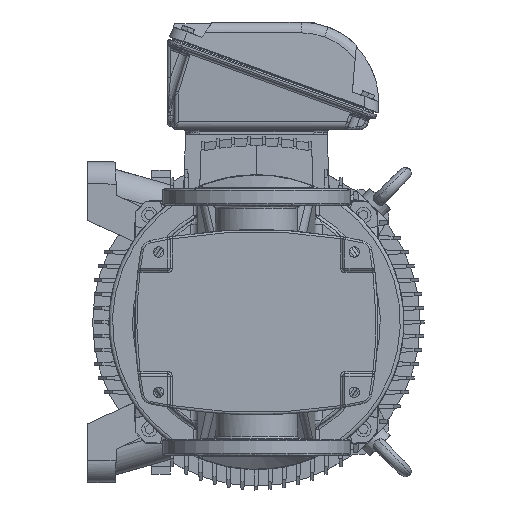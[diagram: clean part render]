
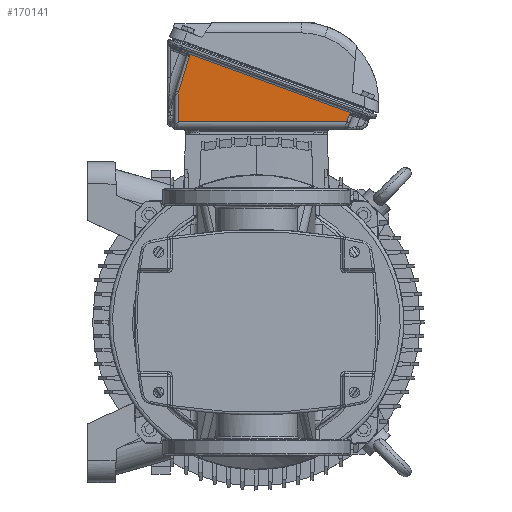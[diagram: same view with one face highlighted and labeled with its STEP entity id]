
A CAD part, front view. The second image highlights one B-rep face of the part: STEP entity #170141.
In plain terms, the highlighted face is planar.
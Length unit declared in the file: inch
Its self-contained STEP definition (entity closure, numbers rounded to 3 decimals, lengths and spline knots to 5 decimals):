
#824 = DIRECTION ( 'NONE',  ( -0.342, -0.94, 0. ) ) ;
#1919 = CARTESIAN_POINT ( 'NONE',  ( -14.20918, -3.57976, 4.997 ) ) ;
#2028 = ORIENTED_EDGE ( 'NONE', *, *, #91348, .T. ) ;
#7947 = ORIENTED_EDGE ( 'NONE', *, *, #28382, .T. ) ;
#9087 = CARTESIAN_POINT ( 'NONE',  ( -14.26279, -3.59663, 4.99855 ) ) ;
#10325 = LINE ( 'NONE', #104467, #158450 ) ;
#11699 = CARTESIAN_POINT ( 'NONE',  ( -14.22204, -3.5834, 4.99738 ) ) ;
#13034 = FACE_OUTER_BOUND ( 'NONE', #145431, .T. ) ;
#13594 = EDGE_CURVE ( 'NONE', #117492, #121911, #44366, .T. ) ;
#14544 = VECTOR ( 'NONE', #824, 39.37008 ) ;
#15605 = EDGE_CURVE ( 'NONE', #18116, #117492, #143762, .T. ) ;
#18116 = VERTEX_POINT ( 'NONE', #59399 ) ;
#20587 = CARTESIAN_POINT ( 'NONE',  ( -11.08927, 4.99028, 4.99697 ) ) ;
#24120 = CARTESIAN_POINT ( 'NONE',  ( -14.2586, -3.5951, 4.99843 ) ) ;
#24716 = CARTESIAN_POINT ( 'NONE',  ( -11.11597, 5.01812, 4.99818 ) ) ;
#25585 = CARTESIAN_POINT ( 'NONE',  ( -11.09524, 4.99622, 4.99724 ) ) ;
#27618 = CARTESIAN_POINT ( 'NONE',  ( -14.21945, -3.58266, 4.9973 ) ) ;
#27896 = ORIENTED_EDGE ( 'NONE', *, *, #161975, .T. ) ;
#28382 = EDGE_CURVE ( 'NONE', #50821, #18116, #62139, .T. ) ;
#28595 = CARTESIAN_POINT ( 'NONE',  ( -11.15929, 5.07767, 5.00032 ) ) ;
#33790 = CARTESIAN_POINT ( 'NONE',  ( -14.32816, -3.62873, 5.00032 ) ) ;
#38028 = CARTESIAN_POINT ( 'NONE',  ( -11.09496, 4.99595, 4.99723 ) ) ;
#39193 = CARTESIAN_POINT ( 'NONE',  ( -14.1805, -3.57239, 4.99614 ) ) ;
#40085 = CARTESIAN_POINT ( 'NONE',  ( -14.23091, -3.58599, 4.99764 ) ) ;
#42271 = DIRECTION ( 'NONE',  ( 0., 1., 0.012 ) ) ;
#44366 = LINE ( 'NONE', #46962, #137396 ) ;
#46581 = VECTOR ( 'NONE', #90480, 39.37008 ) ;
#46962 = CARTESIAN_POINT ( 'NONE',  ( -15.19676, -4.15254, 5.02256 ) ) ;
#50821 = VERTEX_POINT ( 'NONE', #33790 ) ;
#51370 = CARTESIAN_POINT ( 'NONE',  ( -11.09465, 4.99564, 4.99722 ) ) ;
#54884 = CARTESIAN_POINT ( 'NONE',  ( -11.15929, 5.07767, 5.00032 ) ) ;
#56199 = EDGE_CURVE ( 'NONE', #105822, #127744, #10325, .T. ) ;
#56703 = CARTESIAN_POINT ( 'NONE',  ( -11.07052, 4.97222, 4.99614 ) ) ;
#59399 = CARTESIAN_POINT ( 'NONE',  ( -14.1805, -3.57239, 4.99614 ) ) ;
#62139 = B_SPLINE_CURVE_WITH_KNOTS ( 'NONE', 3,
 ( #64087, #115682, #172369, #130731, #169744, #9087, #77417, #24120, #78307, #132485, #120044, #121786, #40085, #149283, #11699, #122677, #150139, #27618, #135136, #1919, #148408, #39193 ),
 .UNSPECIFIED., .F., .F.,
 ( 4, 1, 1, 1, 1, 1, 2, 2, 1, 1, 1, 1, 1, 2, 2, 4 ),
 ( 0., 0.25, 0.375, 0.4375, 0.46875, 0.48438, 0.49219, 0.5, 0.625, 0.6875, 0.71875, 0.73438, 0.74219, 0.74609, 0.75, 1. ),
 .UNSPECIFIED. ) ;
#62945 = CARTESIAN_POINT ( 'NONE',  ( -14.1805, -3.57239, 4.99614 ) ) ;
#63894 = ORIENTED_EDGE ( 'NONE', *, *, #13594, .T. ) ;
#64087 = CARTESIAN_POINT ( 'NONE',  ( -14.32816, -3.62873, 5.00032 ) ) ;
#66503 = LINE ( 'NONE', #164088, #14544 ) ;
#67164 = PLANE ( 'NONE',  #100190 ) ;
#67628 = EDGE_CURVE ( 'NONE', #73365, #50821, #66503, .T. ) ;
#72212 = CARTESIAN_POINT ( 'NONE',  ( -12.28292, -4.15254, 4.92695 ) ) ;
#73365 = VERTEX_POINT ( 'NONE', #28595 ) ;
#74274 = DIRECTION ( 'NONE',  ( -0.92, 0.39, 0.035 ) ) ;
#74730 = CARTESIAN_POINT ( 'NONE',  ( -11.09242, 4.9934, 4.99712 ) ) ;
#77417 = CARTESIAN_POINT ( 'NONE',  ( -14.25986, -3.59556, 4.99847 ) ) ;
#78307 = CARTESIAN_POINT ( 'NONE',  ( -14.25775, -3.5948, 4.99841 ) ) ;
#78737 = DIRECTION ( 'NONE',  ( 0.999, 0., -0.033 ) ) ;
#78900 = CARTESIAN_POINT ( 'NONE',  ( -11.11818, 5.02061, 4.99829 ) ) ;
#79787 = CARTESIAN_POINT ( 'NONE',  ( -11.1061, 5.00732, 4.99773 ) ) ;
#82251 = ORIENTED_EDGE ( 'NONE', *, *, #15605, .T. ) ;
#83199 = VECTOR ( 'NONE', #42271, 39.37008 ) ;
#90480 = DIRECTION ( 'NONE',  ( 0.956, -0.292, -0.035 ) ) ;
#91348 = EDGE_CURVE ( 'NONE', #127744, #73365, #150279, .T. ) ;
#92244 = CARTESIAN_POINT ( 'NONE',  ( -11.09981, 5.00082, 4.99745 ) ) ;
#99287 = CARTESIAN_POINT ( 'NONE',  ( -10.69446, -4.15254, 4.87482 ) ) ;
#100190 = AXIS2_PLACEMENT_3D ( 'NONE', #146215, #121357, #78737 ) ;
#101160 = DIRECTION ( 'NONE',  ( 0.999, 0., -0.033 ) ) ;
#104467 = CARTESIAN_POINT ( 'NONE',  ( -10.69446, 4.8126, 4.9819 ) ) ;
#105305 = ORIENTED_EDGE ( 'NONE', *, *, #56199, .T. ) ;
#105822 = VERTEX_POINT ( 'NONE', #140039 ) ;
#106462 = CARTESIAN_POINT ( 'NONE',  ( -11.07052, 4.97222, 4.99614 ) ) ;
#110855 = CARTESIAN_POINT ( 'NONE',  ( -11.13531, 5.0402, 4.99908 ) ) ;
#115632 = CARTESIAN_POINT ( 'NONE',  ( -11.09392, 4.9949, 4.99718 ) ) ;
#115682 = CARTESIAN_POINT ( 'NONE',  ( -14.31796, -3.62215, 5.00006 ) ) ;
#117492 = VERTEX_POINT ( 'NONE', #72212 ) ;
#120044 = CARTESIAN_POINT ( 'NONE',  ( -14.25124, -3.59248, 4.99822 ) ) ;
#121357 = DIRECTION ( 'NONE',  ( 0.033, -0.012, 0.999 ) ) ;
#121786 = CARTESIAN_POINT ( 'NONE',  ( -14.24225, -3.58947, 4.99797 ) ) ;
#121911 = VERTEX_POINT ( 'NONE', #99287 ) ;
#122677 = CARTESIAN_POINT ( 'NONE',  ( -14.22053, -3.58297, 4.99733 ) ) ;
#123987 = CARTESIAN_POINT ( 'NONE',  ( -10.69446, -4.15254, 4.87482 ) ) ;
#127694 = ORIENTED_EDGE ( 'NONE', *, *, #67628, .T. ) ;
#127744 = VERTEX_POINT ( 'NONE', #56703 ) ;
#130731 = CARTESIAN_POINT ( 'NONE',  ( -14.27989, -3.60333, 4.99904 ) ) ;
#132485 = CARTESIAN_POINT ( 'NONE',  ( -14.25726, -3.59462, 4.9984 ) ) ;
#133077 = CARTESIAN_POINT ( 'NONE',  ( -11.11862, 5.02111, 4.99831 ) ) ;
#133965 = CARTESIAN_POINT ( 'NONE',  ( -11.11753, 5.01987, 4.99826 ) ) ;
#135136 = CARTESIAN_POINT ( 'NONE',  ( -14.21916, -3.58258, 4.99729 ) ) ;
#137396 = VECTOR ( 'NONE', #101160, 39.37008 ) ;
#140039 = CARTESIAN_POINT ( 'NONE',  ( -10.69446, 4.8126, 4.9819 ) ) ;
#143762 = LINE ( 'NONE', #62945, #46581 ) ;
#145431 = EDGE_LOOP ( 'NONE', ( #105305, #2028, #127694, #7947, #82251, #63894, #27896 ) ) ;
#146215 = CARTESIAN_POINT ( 'NONE',  ( -15.19685, -4.39372, 5.01969 ) ) ;
#146378 = CARTESIAN_POINT ( 'NONE',  ( -11.11279, 5.01457, 4.99804 ) ) ;
#147239 = CARTESIAN_POINT ( 'NONE',  ( -11.0824, 4.98356, 4.99667 ) ) ;
#148408 = CARTESIAN_POINT ( 'NONE',  ( -14.19634, -3.57638, 4.99662 ) ) ;
#149283 = CARTESIAN_POINT ( 'NONE',  ( -14.22503, -3.58426, 4.99746 ) ) ;
#150139 = CARTESIAN_POINT ( 'NONE',  ( -14.21988, -3.58278, 4.99731 ) ) ;
#150279 = B_SPLINE_CURVE_WITH_KNOTS ( 'NONE', 3,
 ( #106462, #175592, #147239, #20587, #74730, #115632, #51370, #38028, #160537, #25585, #92244, #79787, #146378, #24716, #133965, #78900, #133077, #152493, #110855, #164030, #54884 ),
 .UNSPECIFIED., .F., .F.,
 ( 4, 1, 1, 1, 1, 1, 2, 2, 1, 1, 1, 1, 2, 2, 4 ),
 ( 0., 0.125, 0.1875, 0.21875, 0.23437, 0.24219, 0.24609, 0.25, 0.375, 0.4375, 0.46875, 0.48437, 0.49219, 0.5, 1. ),
 .UNSPECIFIED. ) ;
#152493 = CARTESIAN_POINT ( 'NONE',  ( -11.1188, 5.02131, 4.99831 ) ) ;
#158450 = VECTOR ( 'NONE', #74274, 39.37008 ) ;
#160537 = CARTESIAN_POINT ( 'NONE',  ( -11.09517, 4.99615, 4.99724 ) ) ;
#161975 = EDGE_CURVE ( 'NONE', #121911, #105822, #171046, .T. ) ;
#164030 = CARTESIAN_POINT ( 'NONE',  ( -11.14872, 5.05889, 4.99974 ) ) ;
#164088 = CARTESIAN_POINT ( 'NONE',  ( -10.71241, 6.30546, 5.00032 ) ) ;
#169744 = CARTESIAN_POINT ( 'NONE',  ( -14.26858, -3.59882, 4.99872 ) ) ;
#170141 = ADVANCED_FACE ( 'NONE', ( #13034 ), #67164, .T. ) ;
#171046 = LINE ( 'NONE', #123987, #83199 ) ;
#172369 = CARTESIAN_POINT ( 'NONE',  ( -14.30141, -3.61293, 4.99963 ) ) ;
#175592 = CARTESIAN_POINT ( 'NONE',  ( -11.07553, 4.97698, 4.99636 ) ) ;
